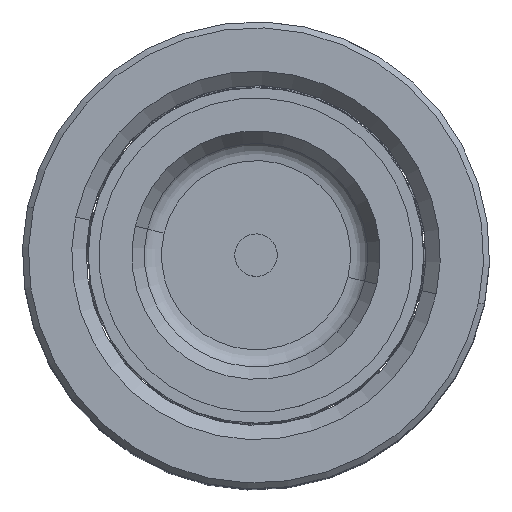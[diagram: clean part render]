
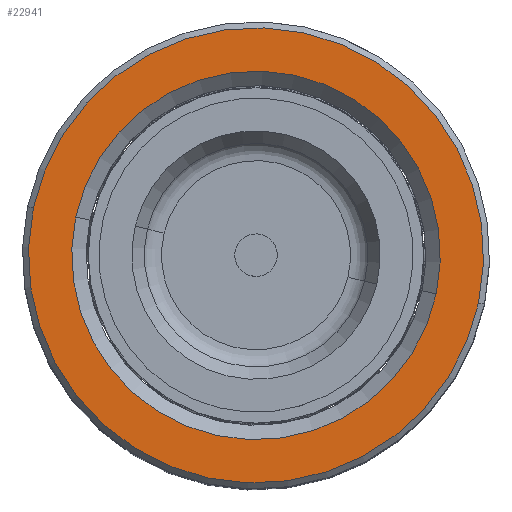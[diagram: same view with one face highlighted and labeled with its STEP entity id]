
A CAD part, top view. The second image highlights one B-rep face of the part: STEP entity #22941.
In plain terms, the highlighted planar face has unit normal (0, 0, 1).
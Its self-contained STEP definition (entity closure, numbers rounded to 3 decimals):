
#726 = EDGE_LOOP ( 'NONE', ( #24130, #24807 ) ) ;
#1773 = ORIENTED_EDGE ( 'NONE', *, *, #20283, .T. ) ;
#1775 = CARTESIAN_POINT ( 'NONE',  ( 21.7, 0., 80. ) ) ;
#1857 = AXIS2_PLACEMENT_3D ( 'NONE', #37691, #17706, #27750 ) ;
#3074 = DIRECTION ( 'NONE',  ( 0., 0., 1. ) ) ;
#4287 = CIRCLE ( 'NONE', #1857, 21.7 ) ;
#4903 = FACE_OUTER_BOUND ( 'NONE', #21049, .T. ) ;
#5627 = EDGE_CURVE ( 'NONE', #33203, #11387, #31719, .T. ) ;
#6142 = DIRECTION ( 'NONE',  ( 0., 0., 1. ) ) ;
#7720 = CARTESIAN_POINT ( 'NONE',  ( 0., 0., 80. ) ) ;
#11387 = VERTEX_POINT ( 'NONE', #1775 ) ;
#12891 = DIRECTION ( 'NONE',  ( 1., 0., 0. ) ) ;
#13785 = CIRCLE ( 'NONE', #13955, 26.8 ) ;
#13955 = AXIS2_PLACEMENT_3D ( 'NONE', #42949, #3074, #12891 ) ;
#14141 = CIRCLE ( 'NONE', #38638, 26.8 ) ;
#15467 = DIRECTION ( 'NONE',  ( 0., 0., -1. ) ) ;
#15744 = EDGE_CURVE ( 'NONE', #23938, #42288, #14141, .T. ) ;
#17674 = DIRECTION ( 'NONE',  ( 1., 0., 0. ) ) ;
#17706 = DIRECTION ( 'NONE',  ( 0., 0., -1. ) ) ;
#18159 = CARTESIAN_POINT ( 'NONE',  ( 26.8, 0., 80. ) ) ;
#18597 = CARTESIAN_POINT ( 'NONE',  ( -21.7, 0., 80. ) ) ;
#20283 = EDGE_CURVE ( 'NONE', #42288, #23938, #13785, .T. ) ;
#21049 = EDGE_LOOP ( 'NONE', ( #26269, #1773 ) ) ;
#22628 = CARTESIAN_POINT ( 'NONE',  ( 0., 0., 80. ) ) ;
#22941 = ADVANCED_FACE ( 'NONE', ( #4903, #33173 ), #37952, .T. ) ;
#23938 = VERTEX_POINT ( 'NONE', #42092 ) ;
#24130 = ORIENTED_EDGE ( 'NONE', *, *, #33005, .T. ) ;
#24807 = ORIENTED_EDGE ( 'NONE', *, *, #5627, .T. ) ;
#26269 = ORIENTED_EDGE ( 'NONE', *, *, #15744, .T. ) ;
#26391 = AXIS2_PLACEMENT_3D ( 'NONE', #28894, #15467, #42489 ) ;
#27750 = DIRECTION ( 'NONE',  ( 1., 0., 0. ) ) ;
#28894 = CARTESIAN_POINT ( 'NONE',  ( 0., 0., 80. ) ) ;
#30958 = DIRECTION ( 'NONE',  ( 0., 0., 1. ) ) ;
#31719 = CIRCLE ( 'NONE', #26391, 21.7 ) ;
#32407 = DIRECTION ( 'NONE',  ( 1., 0., 0. ) ) ;
#33005 = EDGE_CURVE ( 'NONE', #11387, #33203, #4287, .T. ) ;
#33173 = FACE_BOUND ( 'NONE', #726, .T. ) ;
#33203 = VERTEX_POINT ( 'NONE', #18597 ) ;
#37691 = CARTESIAN_POINT ( 'NONE',  ( 0., 0., 80. ) ) ;
#37952 = PLANE ( 'NONE',  #42869 ) ;
#38638 = AXIS2_PLACEMENT_3D ( 'NONE', #22628, #6142, #32407 ) ;
#42092 = CARTESIAN_POINT ( 'NONE',  ( -26.8, 0., 80. ) ) ;
#42288 = VERTEX_POINT ( 'NONE', #18159 ) ;
#42489 = DIRECTION ( 'NONE',  ( 1., 0., 0. ) ) ;
#42869 = AXIS2_PLACEMENT_3D ( 'NONE', #7720, #30958, #17674 ) ;
#42949 = CARTESIAN_POINT ( 'NONE',  ( 0., 0., 80. ) ) ;
